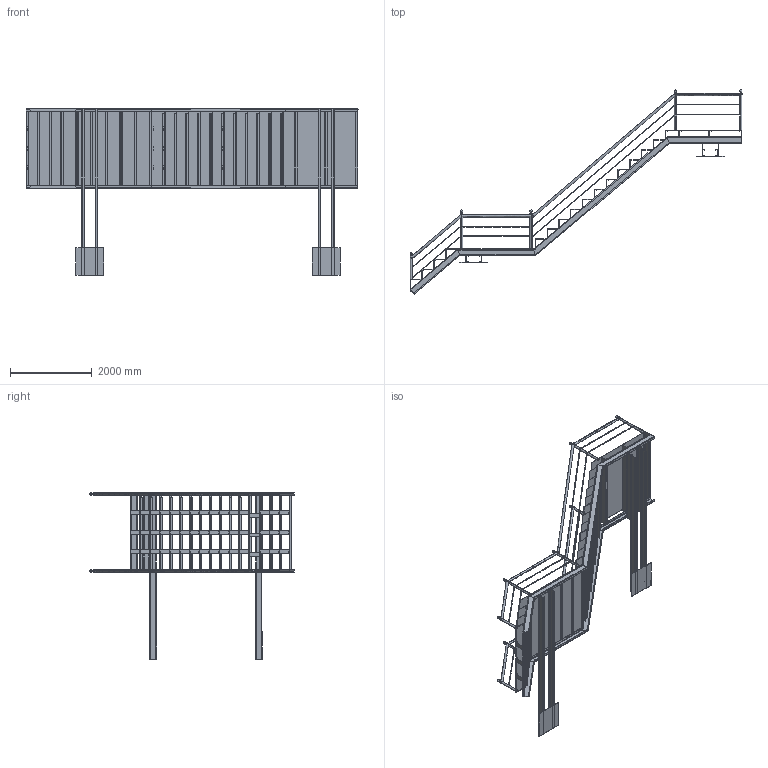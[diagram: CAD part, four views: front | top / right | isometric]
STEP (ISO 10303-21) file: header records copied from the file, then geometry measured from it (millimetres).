
FILE_DESCRIPTION(('FreeCAD Model'),'2;1');
FILE_NAME('Open CASCADE Shape Model','2025-05-03T22:49:05',('FreeCAD'),( 'FreeCAD'),'Open CASCADE STEP processor 7.6','FreeCAD','Unknown');
FILE_SCHEMA(('AUTOMOTIVE_DESIGN { 1 0 10303 214 1 1 1 1 }'));
Products named in the file (1): Open CASCADE STEP translator 7.6 1
Bounding box: 8134.79 x 5000.89 x 4084.18 mm (x, y, z)
Volume: 313648744.5 mm3; surface area: 86036185.6 mm2
Topology: 144 solids, 144 shells, 1486 faces, 3560 edges, 2353 vertices
Faces by surface type: bspline 1486
Entity records: 40946 total; most frequent: CARTESIAN_POINT 19192, ORIENTED_EDGE 7084, EDGE_CURVE 3542, B_SPLINE_CURVE_WITH_KNOTS 2779, VERTEX_POINT 2353, FACE_BOUND 1555, EDGE_LOOP 1555, ADVANCED_FACE 1486
